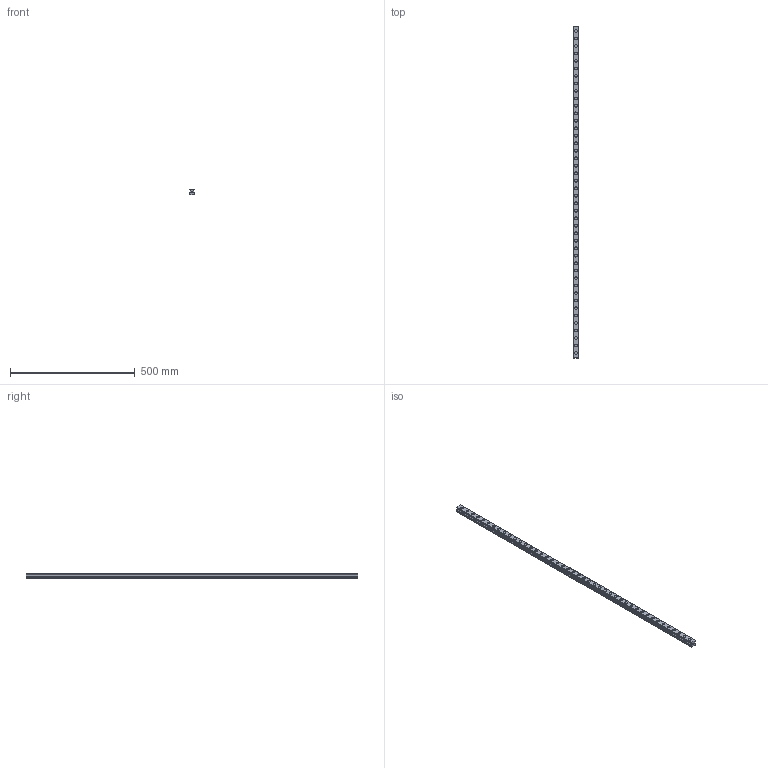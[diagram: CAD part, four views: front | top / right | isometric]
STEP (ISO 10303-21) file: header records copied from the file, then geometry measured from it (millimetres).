
FILE_DESCRIPTION(('STEP AP214'),'1');
FILE_NAME('cctmp_610F410E-A839-4A87-AF56-5290C2FE8F89_2021_03_11_09_43_48_0448..stp','2021-03-11T08:43:48',('HIWIN GmbH'),('CADClick - www.CADClick.com'),'Spatial InterOp 3D',' ','unknown authorization');
FILE_SCHEMA(('AUTOMOTIVE_DESIGN'));
Length unit declared in the file: millimetre
Products named in the file (1): RGR25R1330H_FILE
Bounding box: 23 x 1330 x 23.6 mm (x, y, z)
Volume: 533798 mm3; surface area: 165299.8 mm2
Topology: 1 solids, 1 shells, 513 faces, 1125 edges, 750 vertices
Faces by surface type: cylinder 282, plane 231
Entity records: 18451 total; most frequent: DIRECTION 2717, CARTESIAN_POINT 2389, ORIENTED_EDGE 2250, EDGE_CURVE 1125, AXIS2_PLACEMENT_3D 1078, VERTEX_POINT 750, EDGE_LOOP 649, CIRCLE 564
